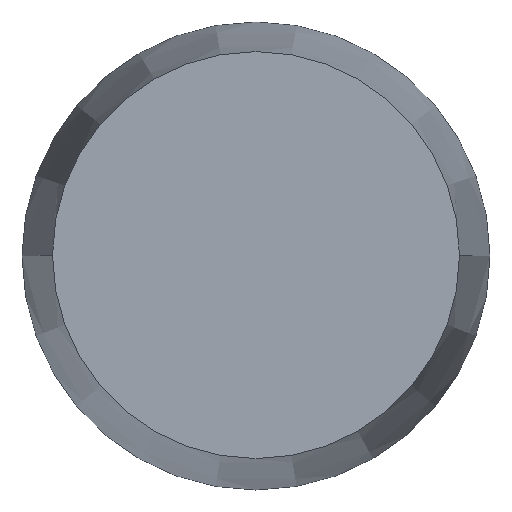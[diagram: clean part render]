
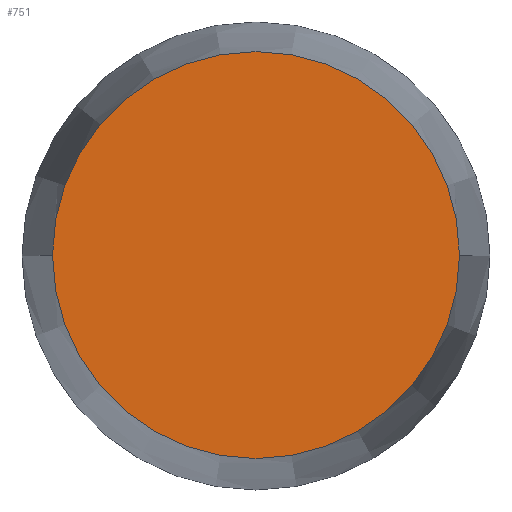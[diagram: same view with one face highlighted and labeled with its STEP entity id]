
A CAD part, top view. The second image highlights one B-rep face of the part: STEP entity #751.
In plain terms, the highlighted planar face has unit normal (0, 0, 1).
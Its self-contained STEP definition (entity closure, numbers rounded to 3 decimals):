
#21 = PLANE ( 'NONE',  #626 ) ;
#22 = EDGE_CURVE ( 'NONE', #139, #269, #774, .T. ) ;
#101 = FACE_OUTER_BOUND ( 'NONE', #721, .T. ) ;
#139 = VERTEX_POINT ( 'NONE', #776 ) ;
#269 = VERTEX_POINT ( 'NONE', #480 ) ;
#387 = AXIS2_PLACEMENT_3D ( 'NONE', #527, #531, #662 ) ;
#425 = DIRECTION ( 'NONE',  ( 0., 0., 1. ) ) ;
#480 = CARTESIAN_POINT ( 'NONE',  ( -10., 0., 35. ) ) ;
#482 = DIRECTION ( 'NONE',  ( 1., 0., 0. ) ) ;
#492 = CIRCLE ( 'NONE', #387, 10. ) ;
#510 = CARTESIAN_POINT ( 'NONE',  ( 0., 0., 35. ) ) ;
#517 = DIRECTION ( 'NONE',  ( -1., 0., 0. ) ) ;
#527 = CARTESIAN_POINT ( 'NONE',  ( 0., 0., 35. ) ) ;
#531 = DIRECTION ( 'NONE',  ( 0., 0., -1. ) ) ;
#562 = ORIENTED_EDGE ( 'NONE', *, *, #22, .F. ) ;
#588 = EDGE_CURVE ( 'NONE', #269, #139, #492, .T. ) ;
#605 = CARTESIAN_POINT ( 'NONE',  ( -10.12, -10.12, 35. ) ) ;
#626 = AXIS2_PLACEMENT_3D ( 'NONE', #605, #425, #482 ) ;
#662 = DIRECTION ( 'NONE',  ( -1., 0., 0. ) ) ;
#717 = DIRECTION ( 'NONE',  ( 0., 0., -1. ) ) ;
#721 = EDGE_LOOP ( 'NONE', ( #762, #562 ) ) ;
#751 = ADVANCED_FACE ( 'NONE', ( #101 ), #21, .T. ) ;
#762 = ORIENTED_EDGE ( 'NONE', *, *, #588, .F. ) ;
#767 = AXIS2_PLACEMENT_3D ( 'NONE', #510, #717, #517 ) ;
#774 = CIRCLE ( 'NONE', #767, 10. ) ;
#776 = CARTESIAN_POINT ( 'NONE',  ( 10., 0., 35. ) ) ;
